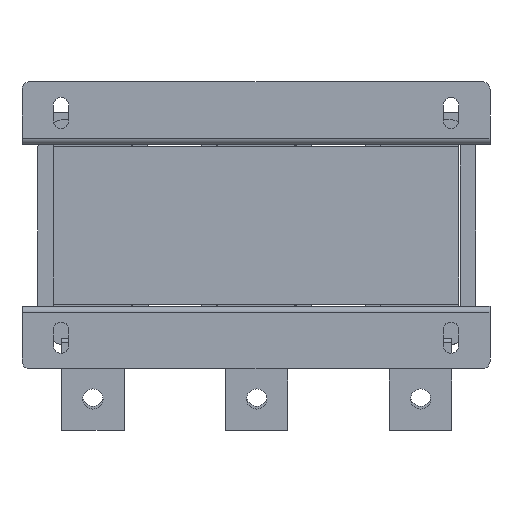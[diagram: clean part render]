
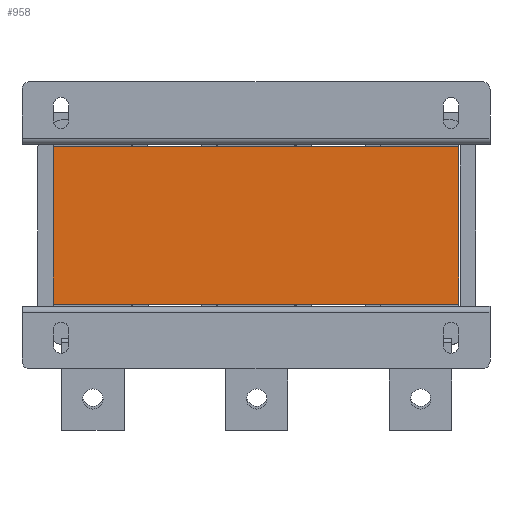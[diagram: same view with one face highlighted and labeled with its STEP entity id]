
A CAD part, front view. The second image highlights one B-rep face of the part: STEP entity #958.
In plain terms, the highlighted planar face has unit normal (0, -1, 0).
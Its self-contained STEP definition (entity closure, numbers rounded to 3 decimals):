
#64 = ORIENTED_EDGE ( 'NONE', *, *, #2075, .F. ) ;
#80 = CARTESIAN_POINT ( 'NONE',  ( -130., -25., 101. ) ) ;
#107 = CARTESIAN_POINT ( 'NONE',  ( -130., -25., 101. ) ) ;
#296 = VERTEX_POINT ( 'NONE', #1309 ) ;
#589 = LINE ( 'NONE', #3666, #6348 ) ;
#631 = AXIS2_PLACEMENT_3D ( 'NONE', #3142, #5924, #3178 ) ;
#686 = LINE ( 'NONE', #107, #2417 ) ;
#778 = CARTESIAN_POINT ( 'NONE',  ( -130., -25., 101. ) ) ;
#958 = ADVANCED_FACE ( 'NONE', ( #5252 ), #6387, .F. ) ;
#1099 = EDGE_LOOP ( 'NONE', ( #6480, #3465, #64, #3596 ) ) ;
#1309 = CARTESIAN_POINT ( 'NONE',  ( 130., -25., 0. ) ) ;
#1388 = VERTEX_POINT ( 'NONE', #778 ) ;
#2075 = EDGE_CURVE ( 'NONE', #1388, #5851, #4307, .T. ) ;
#2417 = VECTOR ( 'NONE', #6515, 1000. ) ;
#2562 = DIRECTION ( 'NONE',  ( 0., 0., -1. ) ) ;
#2623 = EDGE_CURVE ( 'NONE', #4544, #296, #589, .T. ) ;
#2779 = EDGE_CURVE ( 'NONE', #1388, #4544, #686, .T. ) ;
#3142 = CARTESIAN_POINT ( 'NONE',  ( -130., -25., 101. ) ) ;
#3178 = DIRECTION ( 'NONE',  ( 0., 0., 1. ) ) ;
#3452 = VECTOR ( 'NONE', #2562, 1000. ) ;
#3465 = ORIENTED_EDGE ( 'NONE', *, *, #5512, .F. ) ;
#3596 = ORIENTED_EDGE ( 'NONE', *, *, #2779, .T. ) ;
#3609 = LINE ( 'NONE', #6740, #3452 ) ;
#3666 = CARTESIAN_POINT ( 'NONE',  ( -130., -25., 0. ) ) ;
#4307 = LINE ( 'NONE', #80, #4540 ) ;
#4540 = VECTOR ( 'NONE', #4869, 1000. ) ;
#4544 = VERTEX_POINT ( 'NONE', #6408 ) ;
#4869 = DIRECTION ( 'NONE',  ( 1., 0., 0. ) ) ;
#4976 = CARTESIAN_POINT ( 'NONE',  ( 130., -25., 101. ) ) ;
#5252 = FACE_OUTER_BOUND ( 'NONE', #1099, .T. ) ;
#5512 = EDGE_CURVE ( 'NONE', #5851, #296, #3609, .T. ) ;
#5840 = DIRECTION ( 'NONE',  ( 1., 0., 0. ) ) ;
#5851 = VERTEX_POINT ( 'NONE', #4976 ) ;
#5924 = DIRECTION ( 'NONE',  ( 0., 1., 0. ) ) ;
#6348 = VECTOR ( 'NONE', #5840, 1000. ) ;
#6387 = PLANE ( 'NONE',  #631 ) ;
#6408 = CARTESIAN_POINT ( 'NONE',  ( -130., -25., 0. ) ) ;
#6480 = ORIENTED_EDGE ( 'NONE', *, *, #2623, .T. ) ;
#6515 = DIRECTION ( 'NONE',  ( 0., 0., -1. ) ) ;
#6740 = CARTESIAN_POINT ( 'NONE',  ( 130., -25., 101. ) ) ;
